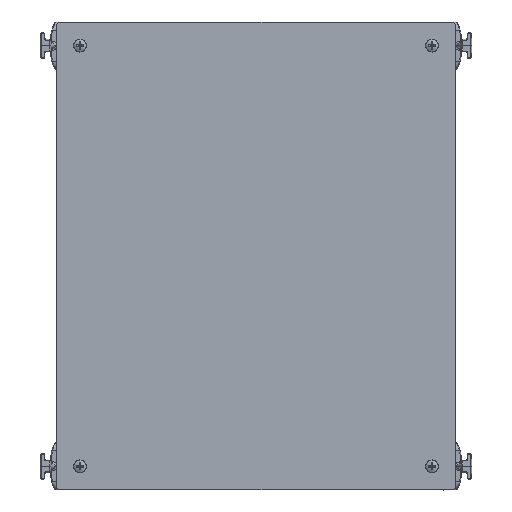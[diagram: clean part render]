
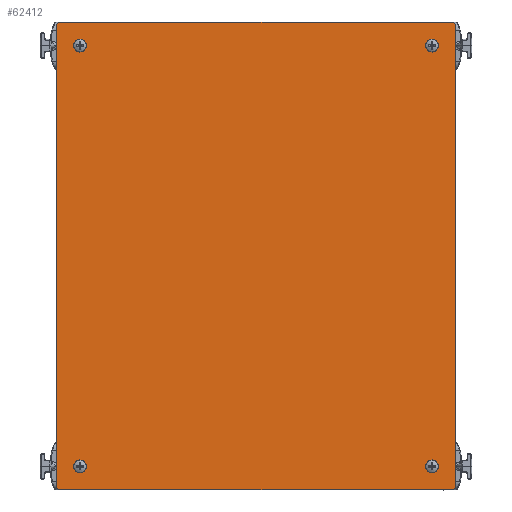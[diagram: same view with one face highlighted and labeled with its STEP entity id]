
A CAD part, top view. The second image highlights one B-rep face of the part: STEP entity #62412.
In plain terms, the highlighted planar face has unit normal (0, 0, 1).
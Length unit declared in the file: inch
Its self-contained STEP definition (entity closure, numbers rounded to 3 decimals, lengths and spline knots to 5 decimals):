
#565 = CARTESIAN_POINT ( 'NONE',  ( -5.58545, 6.78791, 0.04 ) ) ;
#969 = CIRCLE ( 'NONE', #41715, 0.125 ) ;
#1877 = DIRECTION ( 'NONE',  ( -1., 0., 0. ) ) ;
#4000 = ORIENTED_EDGE ( 'NONE', *, *, #18117, .T. ) ;
#4160 = FACE_BOUND ( 'NONE', #12087, .T. ) ;
#5595 = VECTOR ( 'NONE', #72827, 39.37008 ) ;
#5660 = AXIS2_PLACEMENT_3D ( 'NONE', #26852, #21411, #42609 ) ;
#6652 = AXIS2_PLACEMENT_3D ( 'NONE', #11366, #63390, #39891 ) ;
#6985 = AXIS2_PLACEMENT_3D ( 'NONE', #61244, #31803, #32291 ) ;
#7165 = VERTEX_POINT ( 'NONE', #20416 ) ;
#7906 = CARTESIAN_POINT ( 'NONE',  ( 5.91455, -0.02459, 0.04 ) ) ;
#8640 = ORIENTED_EDGE ( 'NONE', *, *, #12716, .T. ) ;
#9286 = EDGE_LOOP ( 'NONE', ( #15297 ) ) ;
#9586 = ORIENTED_EDGE ( 'NONE', *, *, #26463, .T. ) ;
#9648 = VERTEX_POINT ( 'NONE', #91281 ) ;
#10112 = VECTOR ( 'NONE', #60017, 39.37008 ) ;
#10477 = CARTESIAN_POINT ( 'NONE',  ( 5.91455, 6.66291, 0.04 ) ) ;
#11366 = CARTESIAN_POINT ( 'NONE',  ( 5.78955, -6.71209, 0.04 ) ) ;
#12087 = EDGE_LOOP ( 'NONE', ( #9586 ) ) ;
#12716 = EDGE_CURVE ( 'NONE', #28165, #48725, #65012, .T. ) ;
#13077 = DIRECTION ( 'NONE',  ( 0., 0., -1. ) ) ;
#14610 = ORIENTED_EDGE ( 'NONE', *, *, #22834, .T. ) ;
#14760 = LINE ( 'NONE', #7906, #14867 ) ;
#14867 = VECTOR ( 'NONE', #52087, 39.37008 ) ;
#15297 = ORIENTED_EDGE ( 'NONE', *, *, #68818, .T. ) ;
#17461 = ORIENTED_EDGE ( 'NONE', *, *, #77468, .T. ) ;
#18086 = CARTESIAN_POINT ( 'NONE',  ( 5.78955, -6.83709, 0.04 ) ) ;
#18117 = EDGE_CURVE ( 'NONE', #23725, #53009, #27224, .T. ) ;
#19842 = DIRECTION ( 'NONE',  ( 0., -1., 0. ) ) ;
#20416 = CARTESIAN_POINT ( 'NONE',  ( -4.89745, 6.10041, 0.04 ) ) ;
#20781 = DIRECTION ( 'NONE',  ( 0., 0., 1. ) ) ;
#21411 = DIRECTION ( 'NONE',  ( 0., 0., -1. ) ) ;
#22834 = EDGE_CURVE ( 'NONE', #9648, #54065, #14760, .T. ) ;
#23725 = VERTEX_POINT ( 'NONE', #24569 ) ;
#23825 = CIRCLE ( 'NONE', #63008, 0.125 ) ;
#23894 = DIRECTION ( 'NONE',  ( 0., 0., 1. ) ) ;
#23959 = DIRECTION ( 'NONE',  ( 0., 0., 1. ) ) ;
#24569 = CARTESIAN_POINT ( 'NONE',  ( -5.71045, 6.66291, 0.04 ) ) ;
#25479 = CIRCLE ( 'NONE', #77270, 0.125 ) ;
#26463 = EDGE_CURVE ( 'NONE', #75466, #75466, #35425, .T. ) ;
#26852 = CARTESIAN_POINT ( 'NONE',  ( -5.02245, -6.14959, 0.04 ) ) ;
#27224 = LINE ( 'NONE', #86110, #44722 ) ;
#27808 = CARTESIAN_POINT ( 'NONE',  ( 5.35205, -6.14959, 0.04 ) ) ;
#28165 = VERTEX_POINT ( 'NONE', #36201 ) ;
#28637 = DIRECTION ( 'NONE',  ( 1., 0., 0. ) ) ;
#29300 = VERTEX_POINT ( 'NONE', #565 ) ;
#31803 = DIRECTION ( 'NONE',  ( 0., 0., -1. ) ) ;
#32291 = DIRECTION ( 'NONE',  ( 1., 0., 0. ) ) ;
#34115 = FACE_BOUND ( 'NONE', #9286, .T. ) ;
#35425 = CIRCLE ( 'NONE', #5660, 0.125 ) ;
#36201 = CARTESIAN_POINT ( 'NONE',  ( -5.58545, -6.83709, 0.04 ) ) ;
#36385 = EDGE_CURVE ( 'NONE', #53009, #28165, #25479, .T. ) ;
#37126 = CARTESIAN_POINT ( 'NONE',  ( 5.35205, 6.10041, 0.04 ) ) ;
#37488 = LINE ( 'NONE', #67362, #10112 ) ;
#39891 = DIRECTION ( 'NONE',  ( -1., 0., 0. ) ) ;
#39965 = VERTEX_POINT ( 'NONE', #62675 ) ;
#41715 = AXIS2_PLACEMENT_3D ( 'NONE', #47763, #85477, #48718 ) ;
#42227 = EDGE_LOOP ( 'NONE', ( #90469, #87551, #52027, #4000, #90333, #8640, #79019, #14610 ) ) ;
#42609 = DIRECTION ( 'NONE',  ( 1., 0., 0. ) ) ;
#43052 = CIRCLE ( 'NONE', #6985, 0.125 ) ;
#44557 = AXIS2_PLACEMENT_3D ( 'NONE', #66042, #13077, #51370 ) ;
#44722 = VECTOR ( 'NONE', #19842, 39.37008 ) ;
#44884 = CARTESIAN_POINT ( 'NONE',  ( 0.10205, -0.02459, 0.04 ) ) ;
#47763 = CARTESIAN_POINT ( 'NONE',  ( -5.58545, 6.66291, 0.04 ) ) ;
#48387 = ORIENTED_EDGE ( 'NONE', *, *, #56920, .T. ) ;
#48718 = DIRECTION ( 'NONE',  ( 1., 0., 0. ) ) ;
#48725 = VERTEX_POINT ( 'NONE', #18086 ) ;
#50314 = CARTESIAN_POINT ( 'NONE',  ( 0.10205, -6.83709, 0.04 ) ) ;
#50832 = CARTESIAN_POINT ( 'NONE',  ( 5.22705, 6.10041, 0.04 ) ) ;
#51370 = DIRECTION ( 'NONE',  ( 1., 0., 0. ) ) ;
#51371 = VERTEX_POINT ( 'NONE', #27808 ) ;
#52027 = ORIENTED_EDGE ( 'NONE', *, *, #59093, .T. ) ;
#52087 = DIRECTION ( 'NONE',  ( 0., 1., 0. ) ) ;
#52204 = FACE_OUTER_BOUND ( 'NONE', #42227, .T. ) ;
#53009 = VERTEX_POINT ( 'NONE', #92848 ) ;
#54065 = VERTEX_POINT ( 'NONE', #10477 ) ;
#56920 = EDGE_CURVE ( 'NONE', #96437, #96437, #77613, .T. ) ;
#57238 = AXIS2_PLACEMENT_3D ( 'NONE', #50832, #73825, #73354 ) ;
#59093 = EDGE_CURVE ( 'NONE', #29300, #23725, #969, .T. ) ;
#59618 = EDGE_LOOP ( 'NONE', ( #48387 ) ) ;
#60017 = DIRECTION ( 'NONE',  ( -1., 0., 0. ) ) ;
#61244 = CARTESIAN_POINT ( 'NONE',  ( -5.02245, 6.10041, 0.04 ) ) ;
#61725 = CIRCLE ( 'NONE', #44557, 0.125 ) ;
#62412 = ADVANCED_FACE ( 'NONE', ( #4160, #34115, #66905, #88002, #52204 ), #89439, .T. ) ;
#62675 = CARTESIAN_POINT ( 'NONE',  ( 5.78955, 6.78791, 0.04 ) ) ;
#63008 = AXIS2_PLACEMENT_3D ( 'NONE', #83850, #23959, #1877 ) ;
#63390 = DIRECTION ( 'NONE',  ( 0., 0., 1. ) ) ;
#65012 = LINE ( 'NONE', #50314, #5595 ) ;
#66042 = CARTESIAN_POINT ( 'NONE',  ( 5.22705, -6.14959, 0.04 ) ) ;
#66905 = FACE_BOUND ( 'NONE', #59618, .T. ) ;
#67362 = CARTESIAN_POINT ( 'NONE',  ( 0.10205, 6.78791, 0.04 ) ) ;
#67779 = CIRCLE ( 'NONE', #6652, 0.125 ) ;
#68574 = CARTESIAN_POINT ( 'NONE',  ( -4.89745, -6.14959, 0.04 ) ) ;
#68818 = EDGE_CURVE ( 'NONE', #7165, #7165, #43052, .T. ) ;
#72232 = EDGE_CURVE ( 'NONE', #54065, #39965, #23825, .T. ) ;
#72827 = DIRECTION ( 'NONE',  ( 1., 0., 0. ) ) ;
#73354 = DIRECTION ( 'NONE',  ( 1., 0., 0. ) ) ;
#73825 = DIRECTION ( 'NONE',  ( 0., 0., -1. ) ) ;
#75466 = VERTEX_POINT ( 'NONE', #68574 ) ;
#77270 = AXIS2_PLACEMENT_3D ( 'NONE', #91100, #23894, #83775 ) ;
#77468 = EDGE_CURVE ( 'NONE', #51371, #51371, #61725, .T. ) ;
#77613 = CIRCLE ( 'NONE', #57238, 0.125 ) ;
#79019 = ORIENTED_EDGE ( 'NONE', *, *, #92733, .T. ) ;
#79106 = EDGE_CURVE ( 'NONE', #39965, #29300, #37488, .T. ) ;
#82568 = AXIS2_PLACEMENT_3D ( 'NONE', #44884, #20781, #28637 ) ;
#83775 = DIRECTION ( 'NONE',  ( -1., 0., 0. ) ) ;
#83850 = CARTESIAN_POINT ( 'NONE',  ( 5.78955, 6.66291, 0.04 ) ) ;
#85477 = DIRECTION ( 'NONE',  ( 0., 0., 1. ) ) ;
#86110 = CARTESIAN_POINT ( 'NONE',  ( -5.71045, -0.02459, 0.04 ) ) ;
#87551 = ORIENTED_EDGE ( 'NONE', *, *, #79106, .T. ) ;
#88002 = FACE_BOUND ( 'NONE', #89801, .T. ) ;
#89439 = PLANE ( 'NONE',  #82568 ) ;
#89801 = EDGE_LOOP ( 'NONE', ( #17461 ) ) ;
#90333 = ORIENTED_EDGE ( 'NONE', *, *, #36385, .T. ) ;
#90469 = ORIENTED_EDGE ( 'NONE', *, *, #72232, .T. ) ;
#91100 = CARTESIAN_POINT ( 'NONE',  ( -5.58545, -6.71209, 0.04 ) ) ;
#91281 = CARTESIAN_POINT ( 'NONE',  ( 5.91455, -6.71209, 0.04 ) ) ;
#92733 = EDGE_CURVE ( 'NONE', #48725, #9648, #67779, .T. ) ;
#92848 = CARTESIAN_POINT ( 'NONE',  ( -5.71045, -6.71209, 0.04 ) ) ;
#96437 = VERTEX_POINT ( 'NONE', #37126 ) ;
